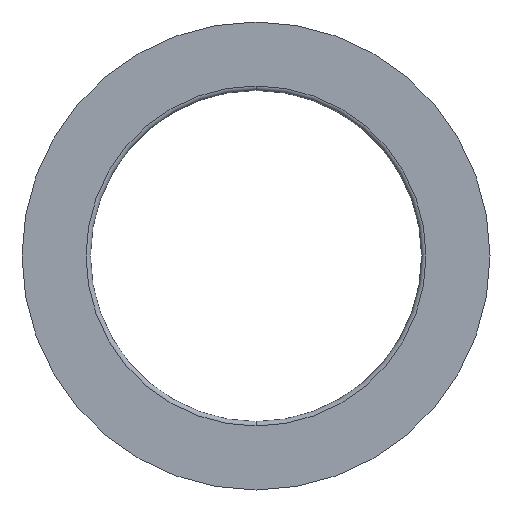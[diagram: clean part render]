
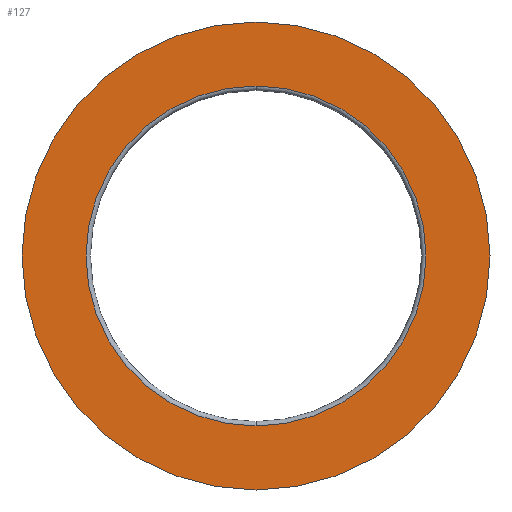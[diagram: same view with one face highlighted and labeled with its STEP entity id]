
A CAD part, front view. The second image highlights one B-rep face of the part: STEP entity #127.
In plain terms, the highlighted planar face has unit normal (0, -1, 0).
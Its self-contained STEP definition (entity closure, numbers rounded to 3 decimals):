
#12 = AXIS2_PLACEMENT_3D ( 'NONE', #56, #112, #195 ) ;
#35 = DIRECTION ( 'NONE',  ( 0., 0., -1. ) ) ;
#44 = EDGE_CURVE ( 'NONE', #171, #86, #399, .T. ) ;
#56 = CARTESIAN_POINT ( 'NONE',  ( 0., 0., 0. ) ) ;
#61 = CARTESIAN_POINT ( 'NONE',  ( 0., 0., 0. ) ) ;
#66 = CARTESIAN_POINT ( 'NONE',  ( 0., 0., 77. ) ) ;
#69 = CARTESIAN_POINT ( 'NONE',  ( 0., 0., 0. ) ) ;
#77 = FACE_BOUND ( 'NONE', #88, .T. ) ;
#80 = CARTESIAN_POINT ( 'NONE',  ( 0., 0., -106. ) ) ;
#86 = VERTEX_POINT ( 'NONE', #66 ) ;
#88 = EDGE_LOOP ( 'NONE', ( #427, #222 ) ) ;
#92 = CARTESIAN_POINT ( 'NONE',  ( 0., 0., -77. ) ) ;
#93 = AXIS2_PLACEMENT_3D ( 'NONE', #69, #305, #296 ) ;
#103 = AXIS2_PLACEMENT_3D ( 'NONE', #403, #137, #105 ) ;
#105 = DIRECTION ( 'NONE',  ( 0., 0., 1. ) ) ;
#112 = DIRECTION ( 'NONE',  ( 0., 1., 0. ) ) ;
#123 = CIRCLE ( 'NONE', #93, 77. ) ;
#127 = ADVANCED_FACE ( 'NONE', ( #77, #211 ), #373, .T. ) ;
#133 = DIRECTION ( 'NONE',  ( 0., -1., 0. ) ) ;
#137 = DIRECTION ( 'NONE',  ( 0., 1., 0. ) ) ;
#148 = ORIENTED_EDGE ( 'NONE', *, *, #394, .F. ) ;
#149 = CIRCLE ( 'NONE', #12, 106. ) ;
#156 = EDGE_LOOP ( 'NONE', ( #148, #196 ) ) ;
#157 = AXIS2_PLACEMENT_3D ( 'NONE', #61, #199, #264 ) ;
#171 = VERTEX_POINT ( 'NONE', #92 ) ;
#195 = DIRECTION ( 'NONE',  ( 0., 0., 1. ) ) ;
#196 = ORIENTED_EDGE ( 'NONE', *, *, #205, .F. ) ;
#199 = DIRECTION ( 'NONE',  ( 0., 1., 0. ) ) ;
#205 = EDGE_CURVE ( 'NONE', #320, #323, #149, .T. ) ;
#211 = FACE_OUTER_BOUND ( 'NONE', #156, .T. ) ;
#222 = ORIENTED_EDGE ( 'NONE', *, *, #44, .T. ) ;
#264 = DIRECTION ( 'NONE',  ( 0., 0., 1. ) ) ;
#296 = DIRECTION ( 'NONE',  ( 0., 0., 1. ) ) ;
#305 = DIRECTION ( 'NONE',  ( 0., 1., 0. ) ) ;
#308 = CIRCLE ( 'NONE', #157, 106. ) ;
#320 = VERTEX_POINT ( 'NONE', #80 ) ;
#323 = VERTEX_POINT ( 'NONE', #350 ) ;
#347 = CARTESIAN_POINT ( 'NONE',  ( -106., 0., 0. ) ) ;
#350 = CARTESIAN_POINT ( 'NONE',  ( 0., 0., 106. ) ) ;
#373 = PLANE ( 'NONE',  #393 ) ;
#393 = AXIS2_PLACEMENT_3D ( 'NONE', #347, #133, #35 ) ;
#394 = EDGE_CURVE ( 'NONE', #323, #320, #308, .T. ) ;
#399 = CIRCLE ( 'NONE', #103, 77. ) ;
#402 = EDGE_CURVE ( 'NONE', #86, #171, #123, .T. ) ;
#403 = CARTESIAN_POINT ( 'NONE',  ( 0., 0., 0. ) ) ;
#427 = ORIENTED_EDGE ( 'NONE', *, *, #402, .T. ) ;
